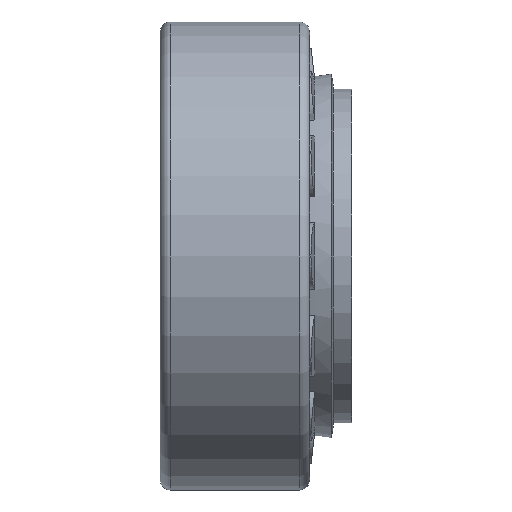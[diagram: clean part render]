
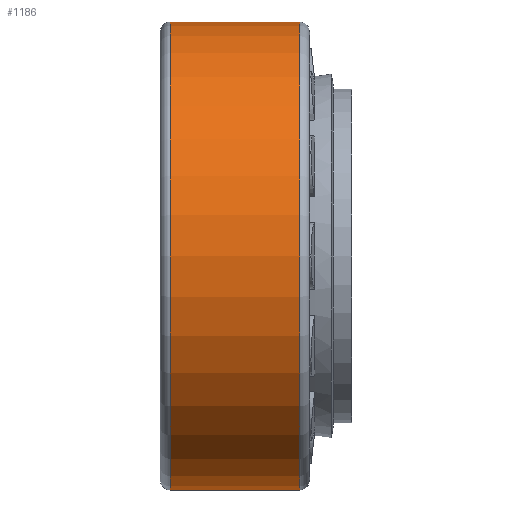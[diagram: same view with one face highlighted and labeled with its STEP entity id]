
A CAD part, front view. The second image highlights one B-rep face of the part: STEP entity #1186.
In plain terms, the highlighted cylindrical face has radius 23.5 mm (diameter 47 mm), a full revolution.
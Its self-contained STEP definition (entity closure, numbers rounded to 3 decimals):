
#137=CYLINDRICAL_SURFACE('',#1331,23.5);
#218=ORIENTED_EDGE('',*,*,#533,.T.);
#219=ORIENTED_EDGE('',*,*,#532,.F.);
#532=EDGE_CURVE('',#696,#696,#812,.T.);
#533=EDGE_CURVE('',#697,#697,#813,.T.);
#696=VERTEX_POINT('',#1981);
#697=VERTEX_POINT('',#1984);
#812=CIRCLE('',#1330,23.5);
#813=CIRCLE('',#1332,23.5);
#894=EDGE_LOOP('',(#218));
#895=EDGE_LOOP('',(#219));
#1030=FACE_BOUND('',#894,.T.);
#1031=FACE_BOUND('',#895,.T.);
#1186=ADVANCED_FACE('',(#1030,#1031),#137,.T.);
#1330=AXIS2_PLACEMENT_3D('',#1980,#1572,#1573);
#1331=AXIS2_PLACEMENT_3D('',#1982,#1574,#1575);
#1332=AXIS2_PLACEMENT_3D('',#1983,#1576,#1577);
#1572=DIRECTION('',(1.,0.,0.));
#1573=DIRECTION('',(0.,0.,-1.));
#1574=DIRECTION('',(1.,0.,0.));
#1575=DIRECTION('',(0.,0.,-1.));
#1576=DIRECTION('',(1.,0.,0.));
#1577=DIRECTION('',(0.,0.,-1.));
#1980=CARTESIAN_POINT('',(14.,0.,0.));
#1981=CARTESIAN_POINT('',(14.,0.,-23.5));
#1982=CARTESIAN_POINT('',(50.,0.,0.));
#1983=CARTESIAN_POINT('',(1.,0.,0.));
#1984=CARTESIAN_POINT('',(1.,0.,-23.5));
